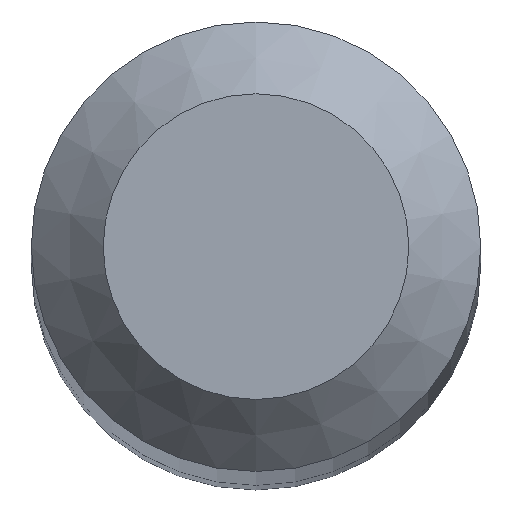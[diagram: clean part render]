
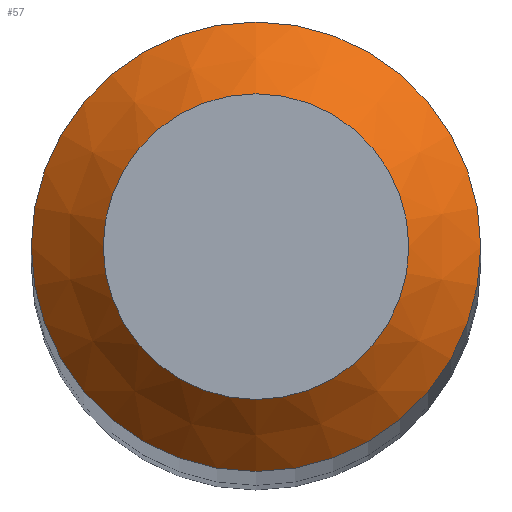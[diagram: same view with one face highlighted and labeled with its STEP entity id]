
A CAD part, top view. The second image highlights one B-rep face of the part: STEP entity #57.
In plain terms, the highlighted conical face has half-angle 45 degrees and reference radius 0.425 mm.
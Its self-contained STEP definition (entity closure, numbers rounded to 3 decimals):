
#6 = CIRCLE ( 'NONE', #38, 0.625 ) ;
#19 = DIRECTION ( 'NONE',  ( 0., 0., -1. ) ) ;
#24 = EDGE_CURVE ( 'NONE', #78, #78, #40, .T. ) ;
#27 = EDGE_CURVE ( 'NONE', #200, #200, #6, .T. ) ;
#38 = AXIS2_PLACEMENT_3D ( 'NONE', #92, #19, #80 ) ;
#40 = CIRCLE ( 'NONE', #94, 0.425 ) ;
#45 = AXIS2_PLACEMENT_3D ( 'NONE', #46, #47, #76 ) ;
#46 = CARTESIAN_POINT ( 'NONE',  ( 0., 0., 30. ) ) ;
#47 = DIRECTION ( 'NONE',  ( 0., 0., -1. ) ) ;
#56 = CARTESIAN_POINT ( 'NONE',  ( 0., 0.625, 29.8 ) ) ;
#57 = ADVANCED_FACE ( 'NONE', ( #60, #111 ), #199, .T. ) ;
#60 = FACE_OUTER_BOUND ( 'NONE', #173, .T. ) ;
#76 = DIRECTION ( 'NONE',  ( 0., 1., 0. ) ) ;
#78 = VERTEX_POINT ( 'NONE', #107 ) ;
#80 = DIRECTION ( 'NONE',  ( 0., 1., 0. ) ) ;
#83 = ORIENTED_EDGE ( 'NONE', *, *, #27, .F. ) ;
#87 = CARTESIAN_POINT ( 'NONE',  ( 0., 0., 30. ) ) ;
#92 = CARTESIAN_POINT ( 'NONE',  ( 0., 0., 29.8 ) ) ;
#94 = AXIS2_PLACEMENT_3D ( 'NONE', #87, #183, #146 ) ;
#107 = CARTESIAN_POINT ( 'NONE',  ( 0., 0.425, 30. ) ) ;
#111 = FACE_BOUND ( 'NONE', #151, .T. ) ;
#146 = DIRECTION ( 'NONE',  ( 0., 1., 0. ) ) ;
#151 = EDGE_LOOP ( 'NONE', ( #191 ) ) ;
#173 = EDGE_LOOP ( 'NONE', ( #83 ) ) ;
#183 = DIRECTION ( 'NONE',  ( 0., 0., -1. ) ) ;
#191 = ORIENTED_EDGE ( 'NONE', *, *, #24, .T. ) ;
#199 = CONICAL_SURFACE ( 'NONE', #45, 0.425, 0.785 ) ;
#200 = VERTEX_POINT ( 'NONE', #56 ) ;
